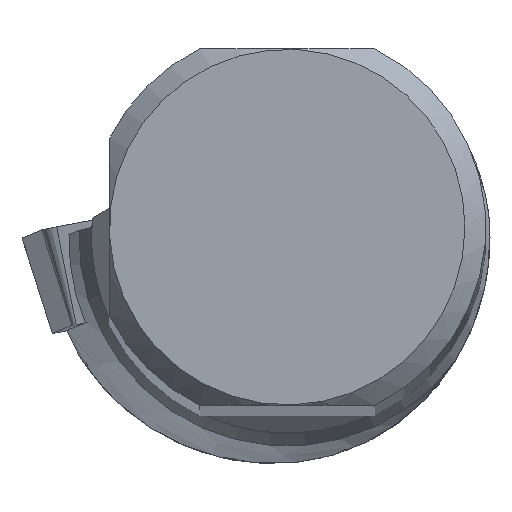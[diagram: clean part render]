
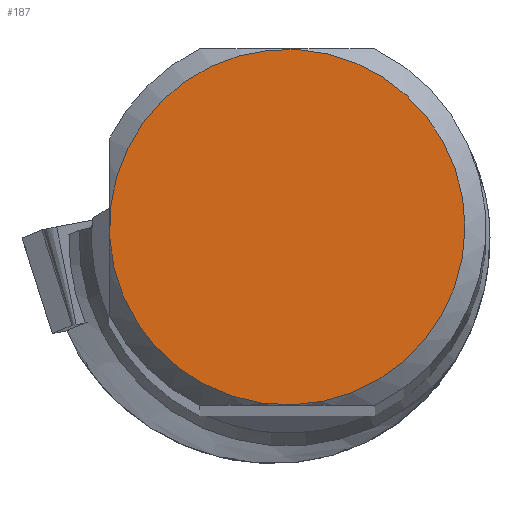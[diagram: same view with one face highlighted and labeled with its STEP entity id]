
A CAD part, top view. The second image highlights one B-rep face of the part: STEP entity #187.
In plain terms, the highlighted planar face has unit normal (0, 0, 1).
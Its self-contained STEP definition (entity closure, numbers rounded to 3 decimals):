
#147=FACE_OUTER_BOUND('',#370,.T.);
#187=ADVANCED_FACE('',(#147),#214,.T.);
#214=PLANE('',#961);
#370=EDGE_LOOP('',(#517));
#517=ORIENTED_EDGE('',*,*,#761,.T.);
#669=VERTEX_POINT('',#1567);
#761=EDGE_CURVE('',#669,#669,#810,.T.);
#810=CIRCLE('',#960,4.256);
#960=AXIS2_PLACEMENT_3D('',#1566,#1142,#1143);
#961=AXIS2_PLACEMENT_3D('',#1568,#1144,#1145);
#1142=DIRECTION('',(0.,0.,1.));
#1143=DIRECTION('',(1.,0.,0.));
#1144=DIRECTION('',(0.,0.,1.));
#1145=DIRECTION('',(1.,0.,0.));
#1566=CARTESIAN_POINT('',(0.,0.,0.));
#1567=CARTESIAN_POINT('',(4.256,0.,0.));
#1568=CARTESIAN_POINT('',(0.,0.,
0.));
